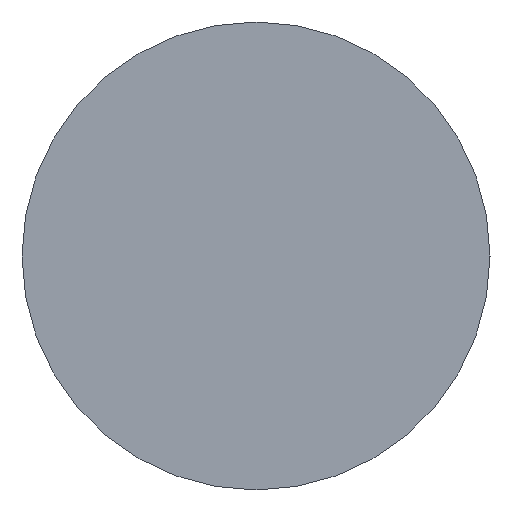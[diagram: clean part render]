
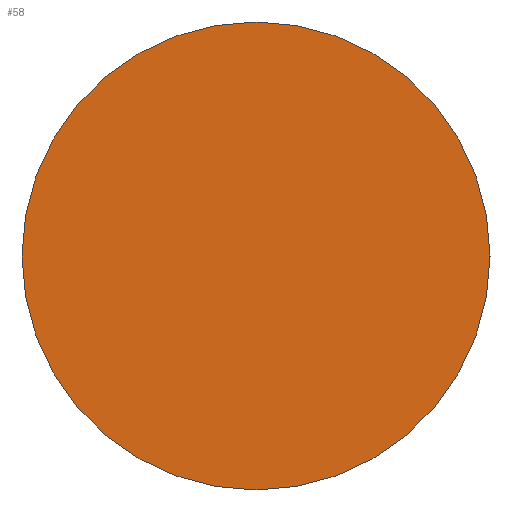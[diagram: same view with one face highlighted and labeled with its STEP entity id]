
A CAD part, left-side view. The second image highlights one B-rep face of the part: STEP entity #58.
In plain terms, the highlighted planar face has unit normal (-1, 0, 0).
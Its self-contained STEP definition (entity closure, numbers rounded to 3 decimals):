
#4 = CARTESIAN_POINT ( 'NONE',  ( 649.337, 150.18, 0. ) ) ;
#15 = AXIS2_PLACEMENT_3D ( 'NONE', #90, #92, #169 ) ;
#16 = ORIENTED_EDGE ( 'NONE', *, *, #54, .T. ) ;
#28 = DIRECTION ( 'NONE',  ( -1., 0., 0. ) ) ;
#43 = VERTEX_POINT ( 'NONE', #170 ) ;
#54 = EDGE_CURVE ( 'NONE', #43, #57, #127, .T. ) ;
#57 = VERTEX_POINT ( 'NONE', #140 ) ;
#58 = ADVANCED_FACE ( 'NONE', ( #179 ), #122, .F. ) ;
#62 = DIRECTION ( 'NONE',  ( 0., 0., 1. ) ) ;
#90 = CARTESIAN_POINT ( 'NONE',  ( 649.337, 150.18, 0. ) ) ;
#92 = DIRECTION ( 'NONE',  ( 1., 0., 0. ) ) ;
#94 = AXIS2_PLACEMENT_3D ( 'NONE', #4, #148, #111 ) ;
#101 = ORIENTED_EDGE ( 'NONE', *, *, #118, .T. ) ;
#111 = DIRECTION ( 'NONE',  ( 0., 0., 1. ) ) ;
#118 = EDGE_CURVE ( 'NONE', #57, #43, #150, .T. ) ;
#122 = PLANE ( 'NONE',  #15 ) ;
#127 = CIRCLE ( 'NONE', #153, 7.5 ) ;
#139 = CARTESIAN_POINT ( 'NONE',  ( 649.337, 150.18, 0. ) ) ;
#140 = CARTESIAN_POINT ( 'NONE',  ( 649.337, 150.18, -7.5 ) ) ;
#148 = DIRECTION ( 'NONE',  ( -1., 0., 0. ) ) ;
#150 = CIRCLE ( 'NONE', #94, 7.5 ) ;
#153 = AXIS2_PLACEMENT_3D ( 'NONE', #139, #28, #62 ) ;
#157 = EDGE_LOOP ( 'NONE', ( #16, #101 ) ) ;
#169 = DIRECTION ( 'NONE',  ( 0., 0., -1. ) ) ;
#170 = CARTESIAN_POINT ( 'NONE',  ( 649.337, 150.18, 7.5 ) ) ;
#179 = FACE_OUTER_BOUND ( 'NONE', #157, .T. ) ;
